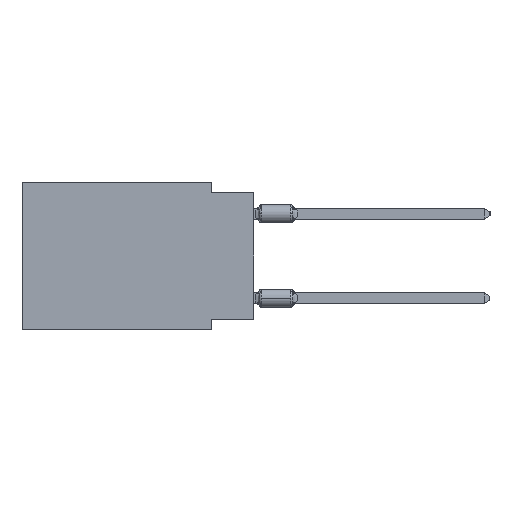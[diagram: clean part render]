
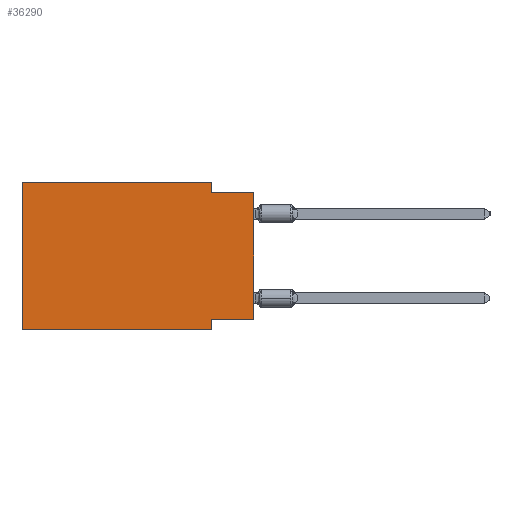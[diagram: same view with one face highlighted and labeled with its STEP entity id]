
A CAD part, left-side view. The second image highlights one B-rep face of the part: STEP entity #36290.
In plain terms, the highlighted planar face has unit normal (-1, 0, 0).
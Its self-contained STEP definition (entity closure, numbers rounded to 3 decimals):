
#349 = DIRECTION ( 'NONE',  ( 0., 1., 0. ) ) ;
#1259 = CARTESIAN_POINT ( 'NONE',  ( 0., 13.97, 0. ) ) ;
#1373 = LINE ( 'NONE', #34615, #17008 ) ;
#1396 = DIRECTION ( 'NONE',  ( 0., 0., -1. ) ) ;
#3558 = DIRECTION ( 'NONE',  ( 1., 0., 0. ) ) ;
#6138 = CARTESIAN_POINT ( 'NONE',  ( 0., 13.97, 0. ) ) ;
#7497 = VECTOR ( 'NONE', #16275, 1000. ) ;
#7837 = CARTESIAN_POINT ( 'NONE',  ( 0., 0., -8.255 ) ) ;
#8014 = VERTEX_POINT ( 'NONE', #45825 ) ;
#11544 = EDGE_CURVE ( 'NONE', #38614, #8014, #39509, .T. ) ;
#11846 = CARTESIAN_POINT ( 'NONE',  ( 0., 0., -8.255 ) ) ;
#11883 = VECTOR ( 'NONE', #54387, 1000. ) ;
#13231 = CARTESIAN_POINT ( 'NONE',  ( 0., 2.54, -8.89 ) ) ;
#13423 = ORIENTED_EDGE ( 'NONE', *, *, #48312, .F. ) ;
#14237 = LINE ( 'NONE', #6138, #21612 ) ;
#14513 = LINE ( 'NONE', #47452, #23252 ) ;
#14515 = EDGE_CURVE ( 'NONE', #42737, #34876, #50088, .T. ) ;
#15615 = CARTESIAN_POINT ( 'NONE',  ( 0., 2.54, 0. ) ) ;
#16275 = DIRECTION ( 'NONE',  ( 0., -1., 0. ) ) ;
#16332 = VECTOR ( 'NONE', #22484, 1000. ) ;
#16688 = CARTESIAN_POINT ( 'NONE',  ( 0., 0., 0. ) ) ;
#16713 = EDGE_LOOP ( 'NONE', ( #44880, #42574, #24753, #13423, #46876, #25518, #41612, #24219 ) ) ;
#17008 = VECTOR ( 'NONE', #47429, 1000. ) ;
#18391 = CARTESIAN_POINT ( 'NONE',  ( 0., 2.54, -8.255 ) ) ;
#18748 = VERTEX_POINT ( 'NONE', #51987 ) ;
#20593 = EDGE_CURVE ( 'NONE', #34876, #32788, #14513, .T. ) ;
#21000 = CARTESIAN_POINT ( 'NONE',  ( 0., 0., -0.635 ) ) ;
#21612 = VECTOR ( 'NONE', #23182, 1000. ) ;
#22484 = DIRECTION ( 'NONE',  ( 0., 0., 1. ) ) ;
#23182 = DIRECTION ( 'NONE',  ( 0., -1., 0. ) ) ;
#23252 = VECTOR ( 'NONE', #1396, 1000. ) ;
#24115 = CARTESIAN_POINT ( 'NONE',  ( 0., 13.97, -8.89 ) ) ;
#24219 = ORIENTED_EDGE ( 'NONE', *, *, #14515, .F. ) ;
#24753 = ORIENTED_EDGE ( 'NONE', *, *, #40002, .F. ) ;
#25518 = ORIENTED_EDGE ( 'NONE', *, *, #43284, .T. ) ;
#25612 = PLANE ( 'NONE',  #45068 ) ;
#28996 = FACE_OUTER_BOUND ( 'NONE', #16713, .T. ) ;
#32788 = VERTEX_POINT ( 'NONE', #13231 ) ;
#33167 = CARTESIAN_POINT ( 'NONE',  ( 0., 13.97, 0. ) ) ;
#33778 = EDGE_CURVE ( 'NONE', #42737, #54855, #41810, .T. ) ;
#34615 = CARTESIAN_POINT ( 'NONE',  ( 0., 0., -0.635 ) ) ;
#34876 = VERTEX_POINT ( 'NONE', #18391 ) ;
#36290 = ADVANCED_FACE ( 'NONE', ( #28996 ), #25612, .F. ) ;
#37123 = LINE ( 'NONE', #49945, #39063 ) ;
#37910 = DIRECTION ( 'NONE',  ( 0., 0., -1. ) ) ;
#38614 = VERTEX_POINT ( 'NONE', #49110 ) ;
#38634 = VERTEX_POINT ( 'NONE', #15615 ) ;
#39063 = VECTOR ( 'NONE', #51029, 1000. ) ;
#39509 = LINE ( 'NONE', #1259, #16332 ) ;
#40002 = EDGE_CURVE ( 'NONE', #38634, #18748, #37123, .T. ) ;
#41612 = ORIENTED_EDGE ( 'NONE', *, *, #20593, .F. ) ;
#41810 = LINE ( 'NONE', #16688, #11883 ) ;
#42574 = ORIENTED_EDGE ( 'NONE', *, *, #46486, .F. ) ;
#42737 = VERTEX_POINT ( 'NONE', #7837 ) ;
#43284 = EDGE_CURVE ( 'NONE', #38614, #32788, #45058, .T. ) ;
#44880 = ORIENTED_EDGE ( 'NONE', *, *, #33778, .T. ) ;
#45058 = LINE ( 'NONE', #24115, #7497 ) ;
#45068 = AXIS2_PLACEMENT_3D ( 'NONE', #33167, #3558, #37910 ) ;
#45106 = VECTOR ( 'NONE', #349, 1000. ) ;
#45825 = CARTESIAN_POINT ( 'NONE',  ( 0., 13.97, 0. ) ) ;
#46486 = EDGE_CURVE ( 'NONE', #18748, #54855, #1373, .T. ) ;
#46876 = ORIENTED_EDGE ( 'NONE', *, *, #11544, .F. ) ;
#47429 = DIRECTION ( 'NONE',  ( 0., -1., 0. ) ) ;
#47452 = CARTESIAN_POINT ( 'NONE',  ( 0., 2.54, -8.89 ) ) ;
#48312 = EDGE_CURVE ( 'NONE', #8014, #38634, #14237, .T. ) ;
#49110 = CARTESIAN_POINT ( 'NONE',  ( 0., 13.97, -8.89 ) ) ;
#49945 = CARTESIAN_POINT ( 'NONE',  ( 0., 2.54, 0. ) ) ;
#50088 = LINE ( 'NONE', #11846, #45106 ) ;
#51029 = DIRECTION ( 'NONE',  ( 0., 0., -1. ) ) ;
#51987 = CARTESIAN_POINT ( 'NONE',  ( 0., 2.54, -0.635 ) ) ;
#54387 = DIRECTION ( 'NONE',  ( 0., 0., 1. ) ) ;
#54855 = VERTEX_POINT ( 'NONE', #21000 ) ;
